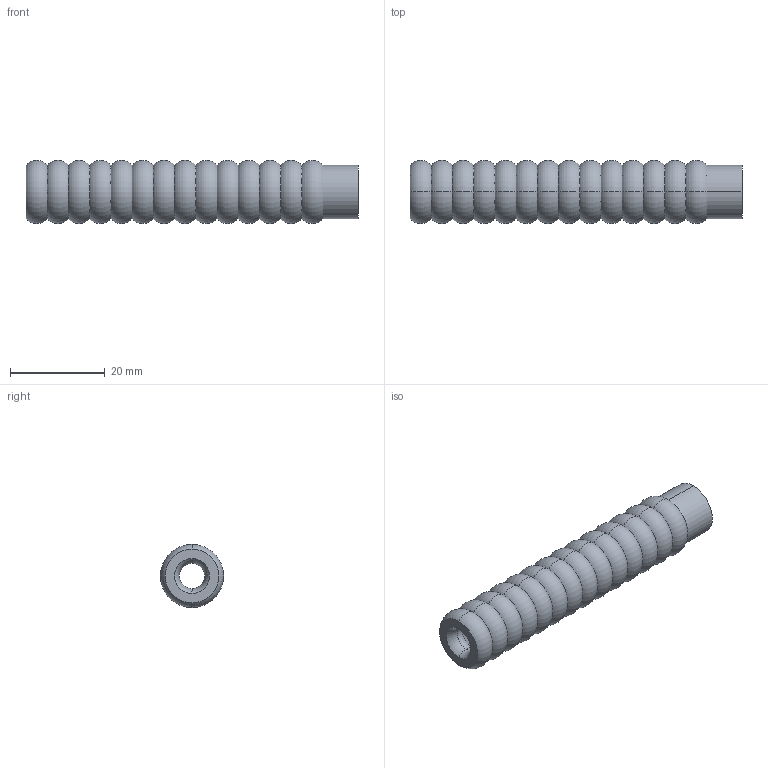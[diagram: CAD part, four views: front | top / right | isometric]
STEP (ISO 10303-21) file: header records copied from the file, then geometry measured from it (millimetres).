
FILE_DESCRIPTION (( 'STEP AP214' ), '1' );
FILE_NAME ('funnel2_printable2.STEP', '2023-10-01T04:24:46', ( '' ), ( '' ), 'SwSTEP 2.0', 'SolidWorks 2023', '' );
FILE_SCHEMA (( 'AUTOMOTIVE_DESIGN' ));
Length unit declared in the file: millimetre
Products named in the file (1): funnel2_printable2
Bounding box: 70 x 13.32 x 13.32 mm (x, y, z)
Volume: 6635.9 mm3; surface area: 4685.2 mm2
Topology: 1 solids, 1 shells, 90 faces, 180 edges, 92 vertices
Faces by surface type: torus 84, cylinder 4, plane 2
Entity records: 2375 total; most frequent: DIRECTION 538, CARTESIAN_POINT 363, ORIENTED_EDGE 360, AXIS2_PLACEMENT_3D 267, EDGE_CURVE 180, CIRCLE 176, EDGE_LOOP 92, VERTEX_POINT 92
